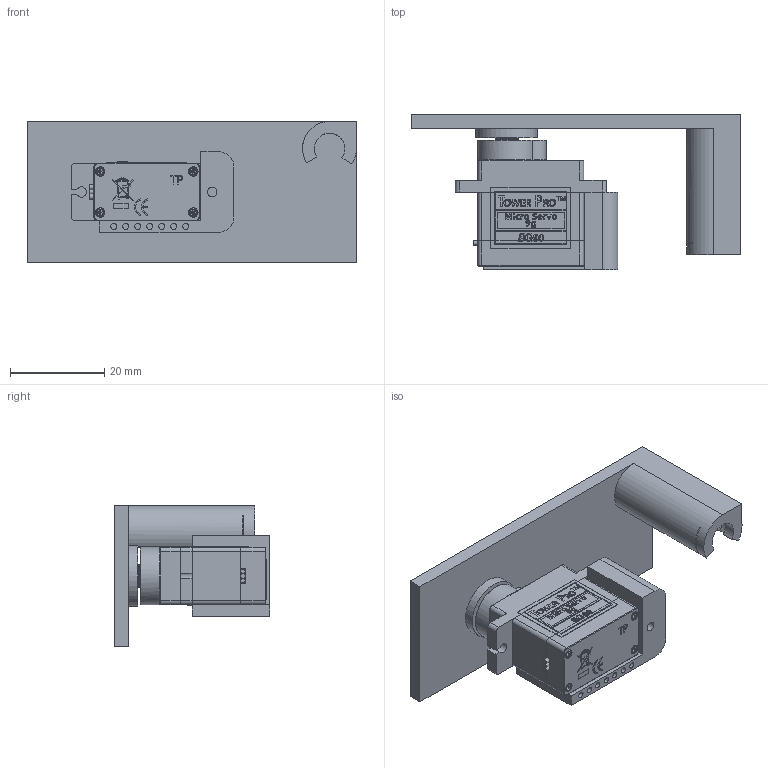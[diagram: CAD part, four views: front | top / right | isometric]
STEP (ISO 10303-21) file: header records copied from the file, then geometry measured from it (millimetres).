
FILE_DESCRIPTION(/* description */ ('','CAx-IF Rec.Pracs.---Representation and Presentation of Product Manufacturing Information (PMI)---4.0---2014-10-13'),/* implementation_level */ '2;1');
FILE_NAME(/* name */ 'XIAO_Servo_Stand_Assembly.step',/* time_stamp */ '2024-12-11T21:41:59+01:00',/* author */ (''),/* organization */ (''),/* preprocessor_version */ 'ST-DEVELOPER v20',/* originating_system */ 'Autodesk Translation Framework v13.20.0.188',/* authorisation */ '');
FILE_SCHEMA (('AP242_MANAGED_MODEL_BASED_3D_ENGINEERING_MIM_LF { 1 0 10303 442 1 1 4 }'));
Length unit declared in the file: millimetre
Products named in the file (6): Stand; SG90 - Micro Servo 9g - Tower Pro; SG90 - Micro Servo 9g - Tower Pro.1_Pea; SG90 - Micro Servo 9g - Tower Pro.2_Pea; SG90 - Micro Servo 9g - Tower Pro.4_Pea; SG90 - Micro Servo 9g - Tower Pro.6_BS EN ISO 7045 - M2 x 4 - Z - 4S
Assembly tree (5 placements, depth 3):
  Stand
    SG90 - Micro Servo 9g - Tower Pro
      SG90 - Micro Servo 9g - Tower Pro.1_Pea
      SG90 - Micro Servo 9g - Tower Pro.2_Pea
      SG90 - Micro Servo 9g - Tower Pro.4_Pea
      SG90 - Micro Servo 9g - Tower Pro.6_BS EN ISO 7045 - M2 x 4 - Z - 4S
Bounding box: 70 x 33.05 x 30 mm (x, y, z)
Volume: 17485.7 mm3; surface area: 14787.4 mm2
Topology: 18 solids, 18 shells, 1143 faces, 3680 edges, 2690 vertices
Faces by surface type: plane 749, cylinder 313, torus 28, cone 27, bspline 23, sphere 3
Full cylindrical faces by diameter (mm): 0.2 x1, 0.5 x1, 1 x3, 1.2 x23, 1.25 x7, 1.6 x2, 1.8 x4, 2 x14, 2.1 x2, 3.1 x1, 4.6 x2, 5 x1, 6.9 x2, 7.3 x1, 13 x1
Entity records: 48438 total; most frequent: CARTESIAN_POINT 15400, ORIENTED_EDGE 7354, DIRECTION 6119, EDGE_CURVE 3677, VERTEX_POINT 2690, LINE 2301, VECTOR 2301, AXIS2_PLACEMENT_3D 1909
